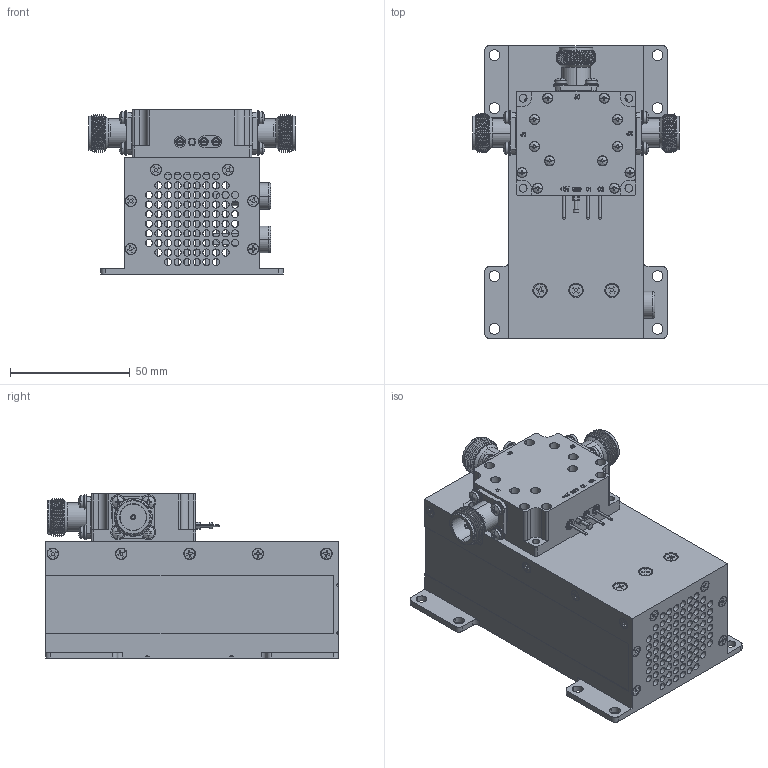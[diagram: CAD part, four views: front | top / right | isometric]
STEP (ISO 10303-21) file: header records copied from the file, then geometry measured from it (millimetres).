
FILE_DESCRIPTION (( 'STEP AP214' ), '1' );
FILE_NAME ('FMSW5007_3D.step', '2025-03-28T19:01:55', ( '' ), ( '' ), 'SwSTEP 2.0', 'SolidWorks 2022', '' );
FILE_SCHEMA (( 'AUTOMOTIVE_DESIGN' ));
Length unit declared in the file: millimetre
Products named in the file (1): FMSW5007_3D
Bounding box: 86.2 x 122 x 68.5 mm (x, y, z)
Volume: 193781.9 mm3; surface area: 126277.2 mm2
Topology: 2 solids, 75 shells, 3304 faces, 8873 edges, 5760 vertices
Faces by surface type: plane 1638, cylinder 1288, cone 305, bspline 69, torus 4
Entity records: 112150 total; most frequent: CARTESIAN_POINT 28508, ORIENTED_EDGE 17546, DIRECTION 17493, EDGE_CURVE 8773, AXIS2_PLACEMENT_3D 6224, VERTEX_POINT 5760, LINE 5045, VECTOR 5045
